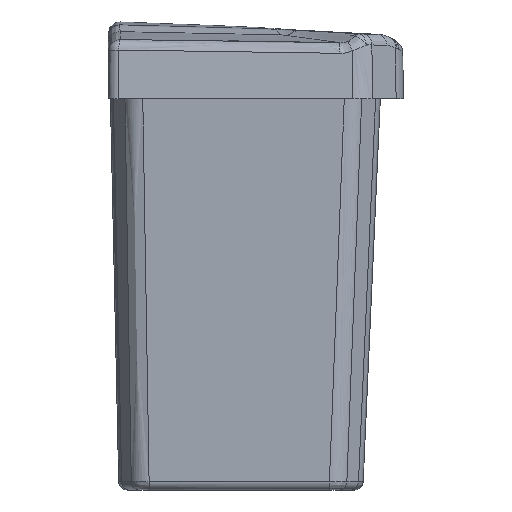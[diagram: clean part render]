
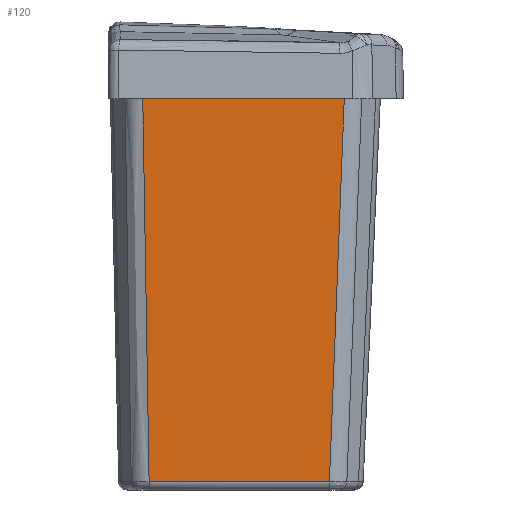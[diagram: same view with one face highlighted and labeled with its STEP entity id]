
A CAD part, left-side view. The second image highlights one B-rep face of the part: STEP entity #120.
In plain terms, the highlighted planar face has unit normal (-1, 0, -0.024).
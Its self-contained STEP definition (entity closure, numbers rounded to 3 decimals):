
#120=ADVANCED_FACE('',(#539),#6309,.T.);
#539=FACE_OUTER_BOUND('',#945,.T.);
#945=EDGE_LOOP('',(#1787,#1788,#1789,#1790));
#1787=ORIENTED_EDGE('',*,*,#3517,.T.);
#1788=ORIENTED_EDGE('',*,*,#3599,.F.);
#1789=ORIENTED_EDGE('',*,*,#3344,.F.);
#1790=ORIENTED_EDGE('',*,*,#3598,.F.);
#3344=EDGE_CURVE('',#5396,#5399,#4364,.T.);
#3517=EDGE_CURVE('',#5503,#5504,#4921,.T.);
#3598=EDGE_CURVE('',#5503,#5396,#4456,.T.);
#3599=EDGE_CURVE('',#5399,#5504,#4457,.T.);
#4364=B_SPLINE_CURVE_WITH_KNOTS('',1,(#8654,#8655),.UNSPECIFIED.,.F.,.F.,
(2,2),(-63.757,76.444),.UNSPECIFIED.);
#4456=B_SPLINE_CURVE_WITH_KNOTS('',3,(#10052,#10053,#10054,#10055),
 .UNSPECIFIED.,.F.,.F.,(4,4),(-407.02,-136.918),
 .UNSPECIFIED.);
#4457=B_SPLINE_CURVE_WITH_KNOTS('',3,(#10056,#10057,#10058,#10059),
 .UNSPECIFIED.,.F.,.F.,(4,4),(242.973,441.387),
 .UNSPECIFIED.);
#4921=(
BOUNDED_CURVE()
B_SPLINE_CURVE(1,(#9560,#9561),.UNSPECIFIED.,.F.,.F.)
B_SPLINE_CURVE_WITH_KNOTS((2,2),(-0.097,125.174),
 .UNSPECIFIED.)
CURVE()
GEOMETRIC_REPRESENTATION_ITEM()
RATIONAL_B_SPLINE_CURVE((1.,1.))
REPRESENTATION_ITEM('')
);
#5396=VERTEX_POINT('',#8216);
#5399=VERTEX_POINT('',#8219);
#5503=VERTEX_POINT('',#8323);
#5504=VERTEX_POINT('',#8324);
#6309=PLANE('',#6408);
#6408=AXIS2_PLACEMENT_3D('',#7602,#6490,$);
#6490=DIRECTION('',(-1.,0.,-0.024));
#7602=CARTESIAN_POINT('',(-234.759,63.363,-205.73));
#8216=CARTESIAN_POINT('',(-246.182,-23.773,275.848));
#8219=CARTESIAN_POINT('',(-246.182,-163.974,275.848));
#8323=CARTESIAN_POINT('',(-239.778,-28.228,5.858));
#8324=CARTESIAN_POINT('',(-239.778,-153.499,5.858));
#8654=CARTESIAN_POINT('',(-246.182,-23.773,275.848));
#8655=CARTESIAN_POINT('',(-246.182,-163.974,275.848));
#9560=CARTESIAN_POINT('',(-239.778,-28.228,5.858));
#9561=CARTESIAN_POINT('',(-239.778,-153.499,5.858));
#10052=CARTESIAN_POINT('',(-239.778,-28.228,5.858));
#10053=CARTESIAN_POINT('',(-241.913,-26.743,95.854));
#10054=CARTESIAN_POINT('',(-244.047,-25.258,185.851));
#10055=CARTESIAN_POINT('',(-246.182,-23.773,275.848));
#10056=CARTESIAN_POINT('',(-246.182,-163.974,275.848));
#10057=CARTESIAN_POINT('',(-244.047,-160.482,185.851));
#10058=CARTESIAN_POINT('',(-241.913,-156.99,95.854));
#10059=CARTESIAN_POINT('',(-239.778,-153.499,5.858));
